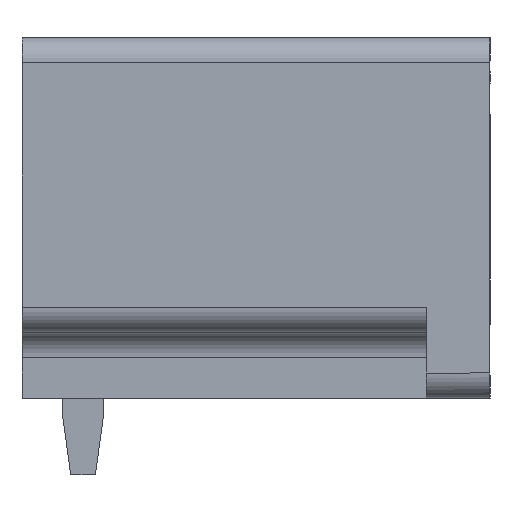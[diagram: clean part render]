
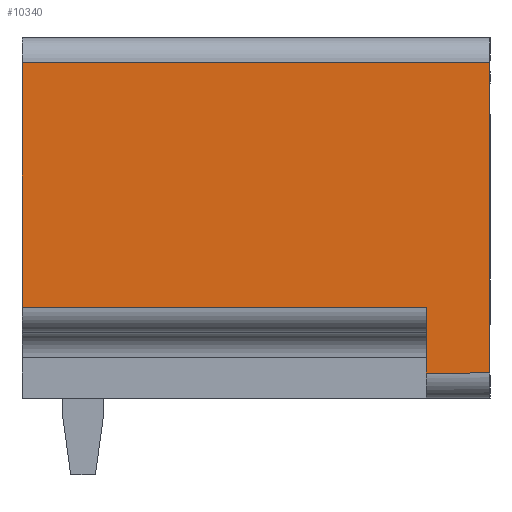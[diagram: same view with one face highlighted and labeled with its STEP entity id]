
A CAD part, left-side view. The second image highlights one B-rep face of the part: STEP entity #10340.
In plain terms, the highlighted planar face has unit normal (-1, 0, 0).
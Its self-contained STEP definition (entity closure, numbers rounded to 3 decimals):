
#10325=AXIS2_PLACEMENT_3D('Plane Axis2P3D',#10322,#10323,#10324) ;
#70=CARTESIAN_POINT('Vertex',(0.,0.,8.1)) ;
#73=CARTESIAN_POINT('Line Origine',(0.,0.,5.05)) ;
#77=CARTESIAN_POINT('Vertex',(0.,0.,2.)) ;
#10168=CARTESIAN_POINT('Vertex',(0.,9.2,8.1)) ;
#10171=CARTESIAN_POINT('Line Origine',(0.,4.6,8.1)) ;
#10188=CARTESIAN_POINT('Line Origine',(0.,4.6,2.)) ;
#10192=CARTESIAN_POINT('Vertex',(0.,1.25,2.)) ;
#10258=CARTESIAN_POINT('Vertex',(0.,1.25,3.29)) ;
#10266=CARTESIAN_POINT('Line Origine',(0.,1.25,2.645)) ;
#10303=CARTESIAN_POINT('Line Origine',(0.,5.225,3.29)) ;
#10307=CARTESIAN_POINT('Vertex',(0.,9.2,3.29)) ;
#10322=CARTESIAN_POINT('Axis2P3D Location',(0.,0.,8.1)) ;
#10327=CARTESIAN_POINT('Line Origine',(0.,9.2,5.695)) ;
#74=DIRECTION('Vector Direction',(0.,0.,-1.)) ;
#10172=DIRECTION('Vector Direction',(0.,-1.,0.)) ;
#10189=DIRECTION('Vector Direction',(0.,-1.,0.)) ;
#10267=DIRECTION('Vector Direction',(0.,0.,-1.)) ;
#10304=DIRECTION('Vector Direction',(0.,1.,0.)) ;
#10323=DIRECTION('Axis2P3D Direction',(1.,-0.,0.)) ;
#10324=DIRECTION('Axis2P3D XDirection',(0.,0.,-1.)) ;
#10328=DIRECTION('Vector Direction',(0.,0.,-1.)) ;
#75=VECTOR('Line Direction',#74,1.) ;
#10173=VECTOR('Line Direction',#10172,1.) ;
#10190=VECTOR('Line Direction',#10189,1.) ;
#10268=VECTOR('Line Direction',#10267,1.) ;
#10305=VECTOR('Line Direction',#10304,1.) ;
#10329=VECTOR('Line Direction',#10328,1.) ;
#10333=ORIENTED_EDGE('',*,*,#10309,.T.) ;
#10334=ORIENTED_EDGE('',*,*,#10270,.T.) ;
#10335=ORIENTED_EDGE('',*,*,#10194,.F.) ;
#10336=ORIENTED_EDGE('',*,*,#79,.F.) ;
#10337=ORIENTED_EDGE('',*,*,#10175,.T.) ;
#10338=ORIENTED_EDGE('',*,*,#10331,.F.) ;
#10340=ADVANCED_FACE('HOUSING',(#10339),#10326,.F.) ;
#79=EDGE_CURVE('',#71,#78,#76,.T.) ;
#10175=EDGE_CURVE('',#71,#10169,#10174,.F.) ;
#10194=EDGE_CURVE('',#78,#10193,#10191,.F.) ;
#10270=EDGE_CURVE('',#10259,#10193,#10269,.T.) ;
#10309=EDGE_CURVE('',#10308,#10259,#10306,.F.) ;
#10331=EDGE_CURVE('',#10308,#10169,#10330,.F.) ;
#10332=EDGE_LOOP('',(#10333,#10334,#10335,#10336,#10337,#10338)) ;
#10339=FACE_OUTER_BOUND('',#10332,.T.) ;
#76=LINE('Line',#73,#75) ;
#10174=LINE('Line',#10171,#10173) ;
#10191=LINE('Line',#10188,#10190) ;
#10269=LINE('Line',#10266,#10268) ;
#10306=LINE('Line',#10303,#10305) ;
#10330=LINE('Line',#10327,#10329) ;
#10326=PLANE('',#10325) ;
#71=VERTEX_POINT('',#70) ;
#78=VERTEX_POINT('',#77) ;
#10169=VERTEX_POINT('',#10168) ;
#10193=VERTEX_POINT('',#10192) ;
#10259=VERTEX_POINT('',#10258) ;
#10308=VERTEX_POINT('',#10307) ;
